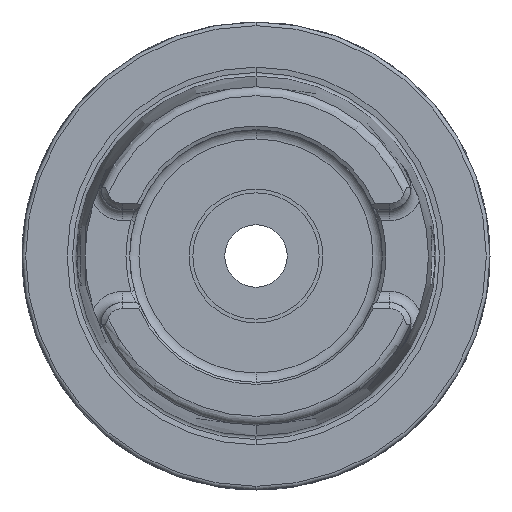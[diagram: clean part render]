
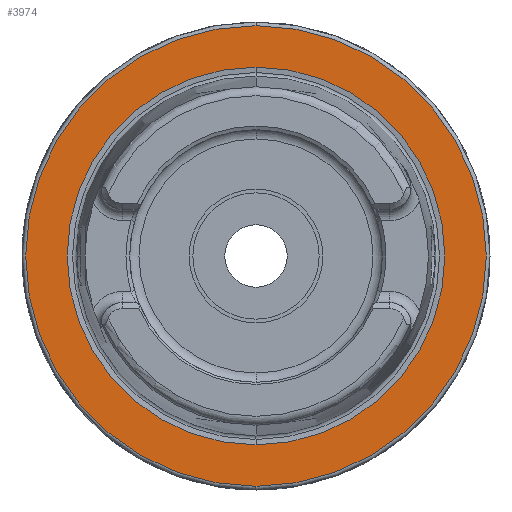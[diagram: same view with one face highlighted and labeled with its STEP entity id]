
A CAD part, left-side view. The second image highlights one B-rep face of the part: STEP entity #3974.
In plain terms, the highlighted planar face has unit normal (-1, 0, 0).
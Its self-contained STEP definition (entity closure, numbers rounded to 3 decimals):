
#975=CARTESIAN_POINT('',(0.,0.,0.));
#976=DIRECTION('',(1.,0.,0.));
#977=DIRECTION('',(0.,0.,-1.));
#978=AXIS2_PLACEMENT_3D('',#975,#976,#977);
#980=CARTESIAN_POINT('',(0.,0.,0.));
#981=DIRECTION('',(1.,0.,0.));
#982=DIRECTION('',(0.,0.,1.));
#983=AXIS2_PLACEMENT_3D('',#980,#981,#982);
#985=CARTESIAN_POINT('',(0.,0.,0.));
#986=DIRECTION('',(-1.,0.,0.));
#987=DIRECTION('',(0.,0.,1.));
#988=AXIS2_PLACEMENT_3D('',#985,#986,#987);
#990=CARTESIAN_POINT('',(0.,0.,0.));
#991=DIRECTION('',(-1.,0.,0.));
#992=DIRECTION('',(0.,0.,-1.));
#993=AXIS2_PLACEMENT_3D('',#990,#991,#992);
#2573=CARTESIAN_POINT('',(0.,0.,-25.42));
#2574=CARTESIAN_POINT('',(0.,0.,25.42));
#2575=VERTEX_POINT('',#2573);
#2576=VERTEX_POINT('',#2574);
#2902=CARTESIAN_POINT('',(0.,0.,31.));
#2903=CARTESIAN_POINT('',(0.,0.,-31.));
#2904=VERTEX_POINT('',#2902);
#2905=VERTEX_POINT('',#2903);
#3958=CARTESIAN_POINT('',(0.,0.,0.));
#3959=DIRECTION('',(1.,0.,0.));
#3960=DIRECTION('',(0.,0.,1.));
#3961=AXIS2_PLACEMENT_3D('',#3958,#3959,#3960);
#3962=PLANE('',#3961);
#3963=ORIENTED_EDGE('',*,*,#3948,.F.);
#3965=ORIENTED_EDGE('',*,*,#3964,.F.);
#3966=EDGE_LOOP('',(#3963,#3965));
#3967=FACE_OUTER_BOUND('',#3966,.F.);
#3969=ORIENTED_EDGE('',*,*,#3968,.F.);
#3971=ORIENTED_EDGE('',*,*,#3970,.F.);
#3972=EDGE_LOOP('',(#3969,#3971));
#3973=FACE_BOUND('',#3972,.F.);
#3974=ADVANCED_FACE('',(#3967,#3973),#3962,.F.);
#979=CIRCLE('',#978,25.42);
#984=CIRCLE('',#983,25.42);
#989=CIRCLE('',#988,31.);
#994=CIRCLE('',#993,31.);
#3948=EDGE_CURVE('',#2904,#2905,#989,.T.);
#3964=EDGE_CURVE('',#2905,#2904,#994,.T.);
#3968=EDGE_CURVE('',#2575,#2576,#979,.T.);
#3970=EDGE_CURVE('',#2576,#2575,#984,.T.);
